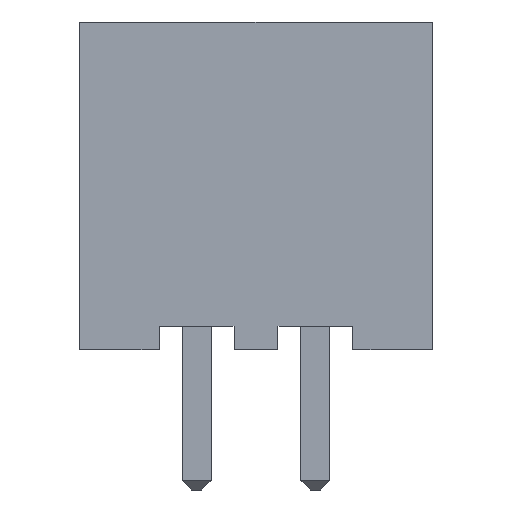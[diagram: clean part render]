
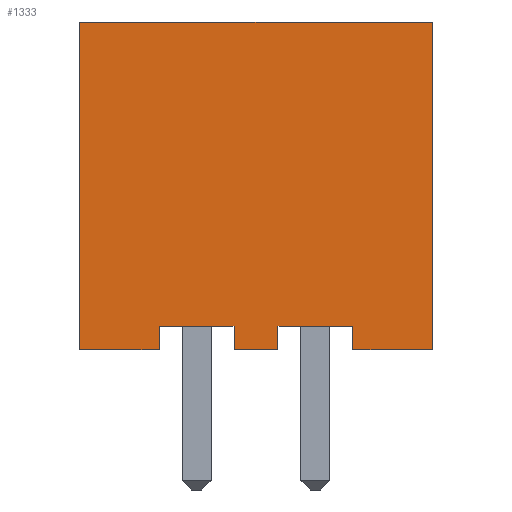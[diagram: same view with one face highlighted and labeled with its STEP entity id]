
A CAD part, front view. The second image highlights one B-rep face of the part: STEP entity #1333.
In plain terms, the highlighted planar face has unit normal (0, -1, 0).
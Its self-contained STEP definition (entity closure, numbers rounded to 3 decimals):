
#87=FACE_OUTER_BOUND('',#162,.T.);
#162=EDGE_LOOP('',(#1065,#1066,#1067,#1068,#1069,#1070,#1071,#1072,#1073,
#1074,#1075,#1076));
#204=LINE('',#1805,#386);
#214=LINE('',#1826,#396);
#218=LINE('',#1833,#400);
#221=LINE('',#1839,#403);
#228=LINE('',#1853,#410);
#310=LINE('',#2019,#492);
#319=LINE('',#2038,#501);
#320=LINE('',#2040,#502);
#321=LINE('',#2042,#503);
#322=LINE('',#2044,#504);
#323=LINE('',#2046,#505);
#324=LINE('',#2047,#506);
#386=VECTOR('',#1468,1.);
#396=VECTOR('',#1484,1.);
#400=VECTOR('',#1490,1.);
#403=VECTOR('',#1495,1.);
#410=VECTOR('',#1504,1.);
#492=VECTOR('',#1644,10.);
#501=VECTOR('',#1659,1.);
#502=VECTOR('',#1660,1.);
#503=VECTOR('',#1661,1.);
#504=VECTOR('',#1662,1.);
#505=VECTOR('',#1663,1.);
#506=VECTOR('',#1664,1.);
#562=VERTEX_POINT('',#1791);
#568=VERTEX_POINT('',#1803);
#575=VERTEX_POINT('',#1823);
#578=VERTEX_POINT('',#1831);
#580=VERTEX_POINT('',#1837);
#586=VERTEX_POINT('',#1851);
#641=VERTEX_POINT('',#2017);
#648=VERTEX_POINT('',#2037);
#649=VERTEX_POINT('',#2039);
#650=VERTEX_POINT('',#2041);
#651=VERTEX_POINT('',#2043);
#652=VERTEX_POINT('',#2045);
#684=EDGE_CURVE('',#562,#568,#204,.T.);
#694=EDGE_CURVE('',#575,#568,#214,.T.);
#698=EDGE_CURVE('',#578,#575,#218,.T.);
#701=EDGE_CURVE('',#580,#578,#221,.T.);
#708=EDGE_CURVE('',#586,#580,#228,.T.);
#790=EDGE_CURVE('',#641,#586,#310,.T.);
#799=EDGE_CURVE('',#641,#648,#319,.T.);
#800=EDGE_CURVE('',#648,#649,#320,.T.);
#801=EDGE_CURVE('',#649,#650,#321,.T.);
#802=EDGE_CURVE('',#650,#651,#322,.T.);
#803=EDGE_CURVE('',#652,#651,#323,.T.);
#804=EDGE_CURVE('',#652,#562,#324,.T.);
#1065=ORIENTED_EDGE('',*,*,#790,.F.);
#1066=ORIENTED_EDGE('',*,*,#799,.T.);
#1067=ORIENTED_EDGE('',*,*,#800,.T.);
#1068=ORIENTED_EDGE('',*,*,#801,.T.);
#1069=ORIENTED_EDGE('',*,*,#802,.T.);
#1070=ORIENTED_EDGE('',*,*,#803,.F.);
#1071=ORIENTED_EDGE('',*,*,#804,.T.);
#1072=ORIENTED_EDGE('',*,*,#684,.T.);
#1073=ORIENTED_EDGE('',*,*,#694,.F.);
#1074=ORIENTED_EDGE('',*,*,#698,.F.);
#1075=ORIENTED_EDGE('',*,*,#701,.F.);
#1076=ORIENTED_EDGE('',*,*,#708,.F.);
#1261=PLANE('',#1420);
#1333=ADVANCED_FACE('',(#87),#1261,.F.);
#1420=AXIS2_PLACEMENT_3D('',#2036,#1657,#1658);
#1468=DIRECTION('',(0.,0.,-1.));
#1484=DIRECTION('',(-1.,0.,0.));
#1490=DIRECTION('',(0.,0.,-1.));
#1495=DIRECTION('',(-1.,0.,0.));
#1504=DIRECTION('',(0.,0.,1.));
#1644=DIRECTION('',(-1.,0.,0.));
#1657=DIRECTION('center_axis',(0.,1.,0.));
#1658=DIRECTION('ref_axis',(0.,0.,-1.));
#1659=DIRECTION('',(0.,0.,1.));
#1660=DIRECTION('',(1.,0.,0.));
#1661=DIRECTION('',(0.,0.,-1.));
#1662=DIRECTION('',(1.,0.,0.));
#1663=DIRECTION('',(0.,0.,-1.));
#1664=DIRECTION('',(-1.,0.,0.));
#1791=CARTESIAN_POINT('',(-2.52,-3.15,7.));
#1803=CARTESIAN_POINT('',(-2.52,-3.15,0.));
#1805=CARTESIAN_POINT('',(-2.52,-3.15,7.));
#1823=CARTESIAN_POINT('',(-0.82,-3.15,0.));
#1826=CARTESIAN_POINT('',(9.98,-3.15,0.));
#1831=CARTESIAN_POINT('',(-0.82,-3.15,0.5));
#1833=CARTESIAN_POINT('',(-0.82,-3.15,3.25));
#1837=CARTESIAN_POINT('',(0.78,-3.15,0.5));
#1839=CARTESIAN_POINT('',(4.58,-3.15,0.5));
#1851=CARTESIAN_POINT('',(0.78,-3.15,0.));
#1853=CARTESIAN_POINT('',(0.78,-3.15,3.75));
#2017=CARTESIAN_POINT('',(1.72,-3.15,0.));
#2019=CARTESIAN_POINT('',(1.27,-3.15,0.));
#2036=CARTESIAN_POINT('Origin',(-7.48,-3.15,7.));
#2037=CARTESIAN_POINT('',(1.72,-3.15,0.5));
#2038=CARTESIAN_POINT('',(1.72,-3.15,3.75));
#2039=CARTESIAN_POINT('',(3.32,-3.15,0.5));
#2040=CARTESIAN_POINT('',(-2.08,-3.15,0.5));
#2041=CARTESIAN_POINT('',(3.32,-3.15,0.));
#2042=CARTESIAN_POINT('',(3.32,-3.15,3.25));
#2043=CARTESIAN_POINT('',(5.02,-3.15,0.));
#2044=CARTESIAN_POINT('',(-7.48,-3.15,0.));
#2045=CARTESIAN_POINT('',(5.02,-3.15,7.));
#2046=CARTESIAN_POINT('',(5.02,-3.15,7.));
#2047=CARTESIAN_POINT('',(9.98,-3.15,7.));
